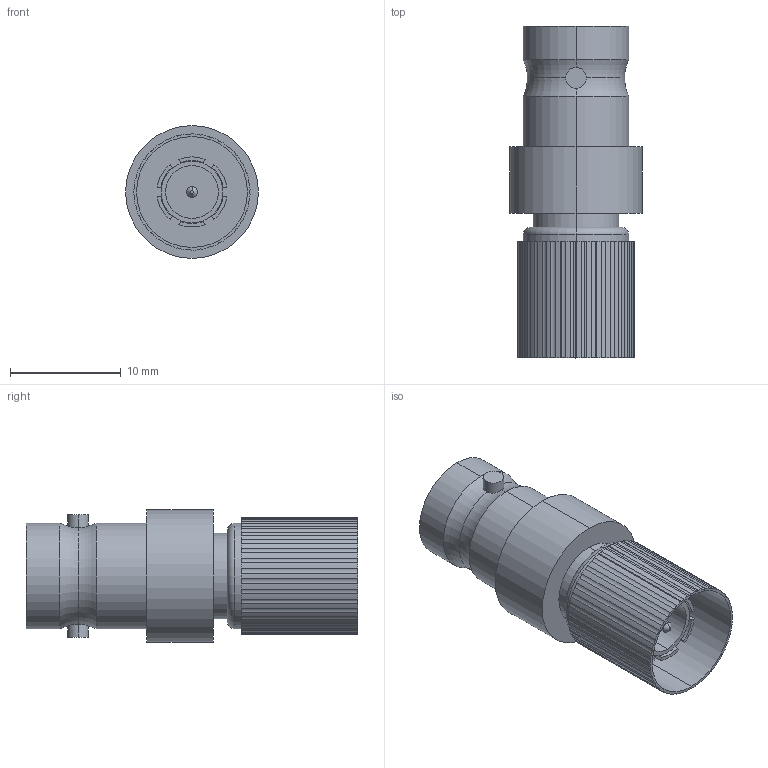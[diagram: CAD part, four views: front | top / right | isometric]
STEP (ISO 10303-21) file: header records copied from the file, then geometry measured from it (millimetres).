
FILE_DESCRIPTION (( 'STEP AP203' ), '1' );
FILE_NAME ('BA9201.STEP', '2006-06-30T19:26:44', ( ' ' ), ( ' ' ), 'SwSTEP 2.0', 'SolidWorks 2005354', '' );
FILE_SCHEMA (( 'CONFIG_CONTROL_DESIGN' ));
Length unit declared in the file: inch
Products named in the file (1): BA9201
Bounding box: 12.01 x 30.02 x 12.01 mm (x, y, z)
Volume: 1474.8 mm3; surface area: 2266.9 mm2
Topology: 1 solids, 1 shells, 163 faces, 424 edges, 280 vertices
Faces by surface type: cylinder 118, plane 37, torus 6, cone 2
Entity records: 5283 total; most frequent: DIRECTION 988, CARTESIAN_POINT 978, ORIENTED_EDGE 848, EDGE_CURVE 424, AXIS2_PLACEMENT_3D 416, VERTEX_POINT 280, CIRCLE 252, EDGE_LOOP 180
